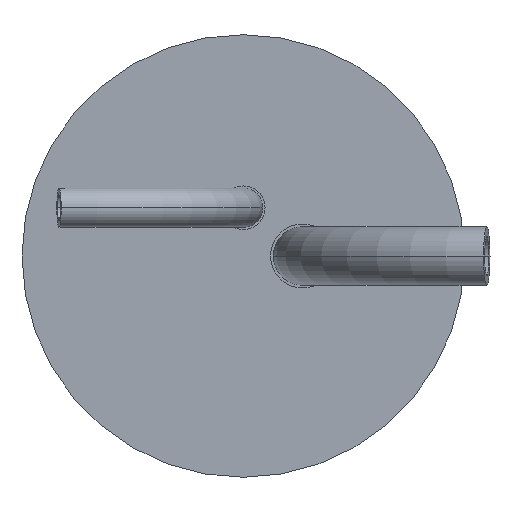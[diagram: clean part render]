
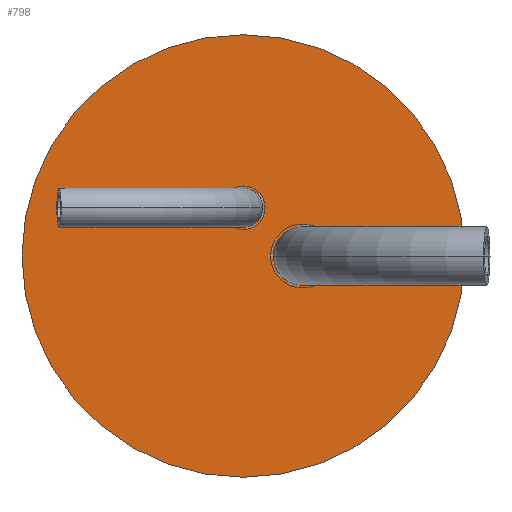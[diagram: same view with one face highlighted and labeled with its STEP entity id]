
A CAD part, front view. The second image highlights one B-rep face of the part: STEP entity #798.
In plain terms, the highlighted planar face has unit normal (0, -1, 0).
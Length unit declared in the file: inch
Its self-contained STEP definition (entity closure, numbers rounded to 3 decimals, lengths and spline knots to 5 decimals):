
#1=CARTESIAN_POINT('',(0.,0.,0.));
#2=DIRECTION('',(0.,-1.,0.));
#3=DIRECTION('',(1.,0.,0.));
#4=AXIS2_PLACEMENT_3D('',#1,#2,#3);
#16=CARTESIAN_POINT('',(0.,0.,0.));
#17=DIRECTION('',(0.,1.,0.));
#18=DIRECTION('',(1.,0.,0.));
#19=AXIS2_PLACEMENT_3D('',#16,#17,#18);
#291=CARTESIAN_POINT('',(1.42089,0.,0.));
#293=VERTEX_POINT('',#291);
#295=CARTESIAN_POINT('',(-1.42089,0.,0.));
#297=VERTEX_POINT('',#295);
#789=CARTESIAN_POINT('',(0.,0.,0.));
#790=DIRECTION('',(0.,-1.,0.));
#791=DIRECTION('',(-1.,0.,0.));
#792=AXIS2_PLACEMENT_3D('',#789,#790,#791);
#793=PLANE('',#792);
#794=ORIENTED_EDGE('',*,*,#396,.T.);
#795=ORIENTED_EDGE('',*,*,#378,.F.);
#796=EDGE_LOOP('',(#794,#795));
#797=FACE_OUTER_BOUND('',#796,.F.);
#798=ADVANCED_FACE('',(#797),#793,.T.);
#5=CIRCLE('',#4,1.42089);
#20=CIRCLE('',#19,1.42089);
#378=EDGE_CURVE('',#293,#297,#5,.T.);
#396=EDGE_CURVE('',#293,#297,#20,.T.);
